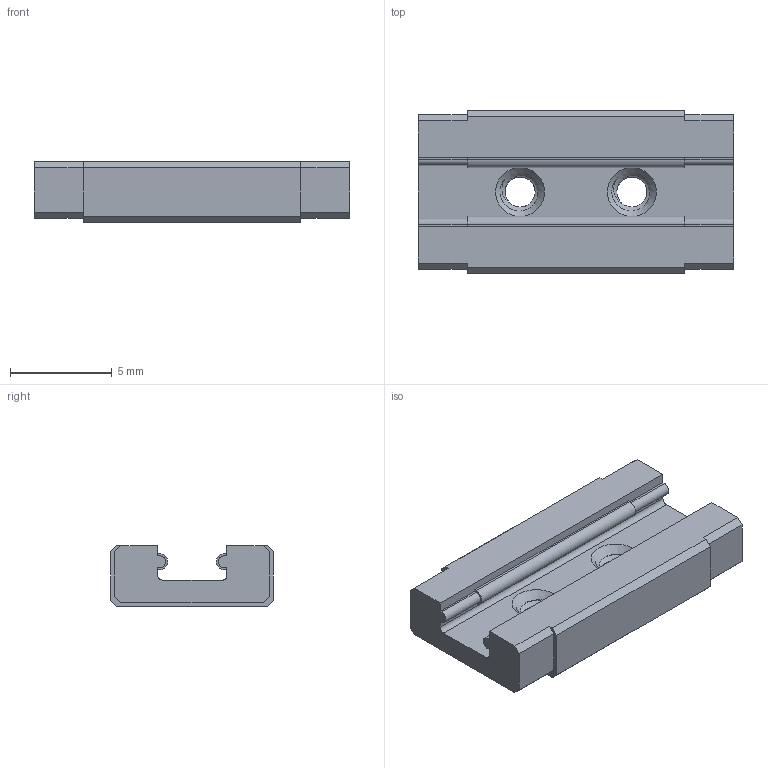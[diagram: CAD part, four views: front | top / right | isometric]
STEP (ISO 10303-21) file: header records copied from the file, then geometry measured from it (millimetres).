
FILE_DESCRIPTION(/* description */ ('STEP AP242','CAx-IF Rec.Pracs.---Representation and Presentation of Product Manufacturing Information (PMI)---4.0---2014-10-13','CAx-IF Rec.Pracs.---3D Tessellated Geometry---0.4---2014-09-14','2;1'),/* implementation_level */ '2;1');
FILE_NAME(/* name */ '633f2250bc0fbd182a0cdef6',/* time_stamp */ '2022-10-06T18:45:36+00:00',/* author */ (''),/* organization */ (''),/* preprocessor_version */ 'ST-DEVELOPER v18.102',/* originating_system */ ' ',/* authorisation */ ' ');
FILE_SCHEMA (('AP242_MANAGED_MODEL_BASED_3D_ENGINEERING_MIM_LF { 1 0 10303 442 1 1 4 }'));
Length unit declared in the file: metre
Products named in the file (1): 8381K3
Bounding box: 15.5 x 8 x 3 mm (x, y, z)
Volume: 268.3 mm3; surface area: 437.2 mm2
Topology: 1 solids, 1 shells, 70 faces, 218 edges, 150 vertices
Faces by surface type: plane 48, cylinder 12, cone 6, bspline 4
Entity records: 3044 total; most frequent: CARTESIAN_POINT 1217, ORIENTED_EDGE 408, DIRECTION 332, EDGE_CURVE 204, LINE 146, VECTOR 146, VERTEX_POINT 142, AXIS2_PLACEMENT_3D 93
